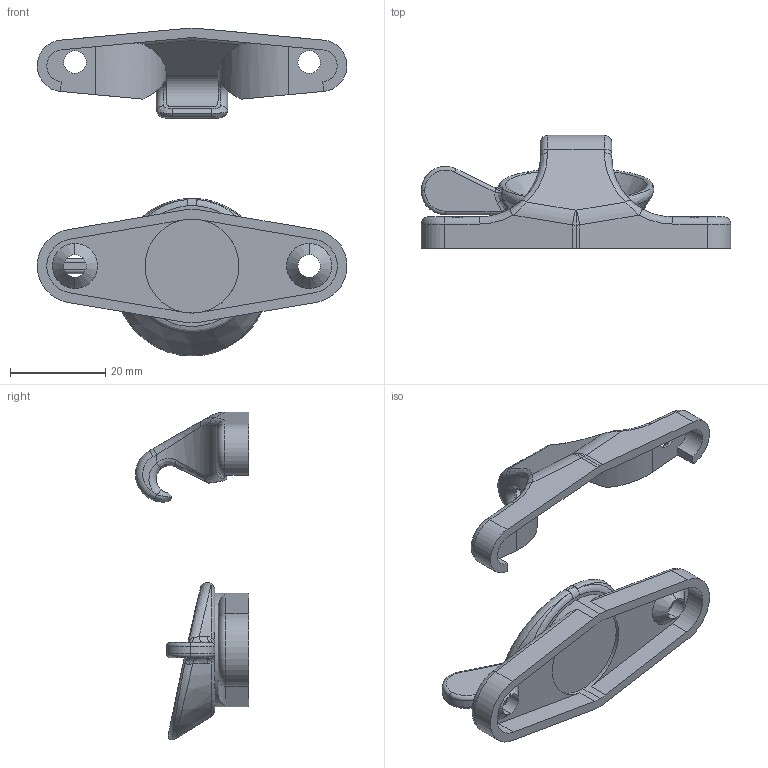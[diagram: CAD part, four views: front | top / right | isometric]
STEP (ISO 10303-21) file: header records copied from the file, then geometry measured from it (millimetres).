
FILE_DESCRIPTION (( 'STEP AP203' ), '1' );
FILE_NAME ('1069A4_Brass Window Latch.STEP', '2021-09-09T15:20:00', ( 'Administrator' ), ( 'Managed by Terraform' ), 'SwSTEP 2.0', 'SolidWorks 2017', '' );
FILE_SCHEMA (( 'CONFIG_CONTROL_DESIGN' ));
Length unit declared in the file: inch
Products named in the file (1): 1069A4_Brass Window Latch
Bounding box: 65.07 x 23.75 x 68.9 mm (x, y, z)
Volume: 9582.4 mm3; surface area: 9124 mm2
Topology: 2 solids, 2 shells, 181 faces, 455 edges, 276 vertices
Faces by surface type: cylinder 62, bspline 42, plane 42, torus 16, cone 15, sphere 4
Entity records: 7255 total; most frequent: CARTESIAN_POINT 3179, ORIENTED_EDGE 900, DIRECTION 781, EDGE_CURVE 450, AXIS2_PLACEMENT_3D 315, VERTEX_POINT 274, EDGE_LOOP 190, FACE_OUTER_BOUND 181
